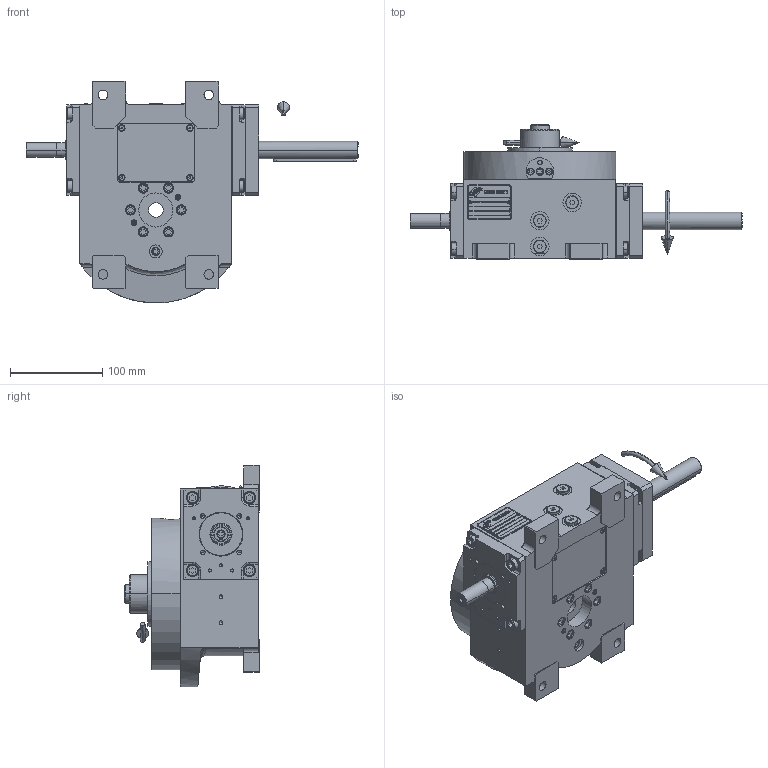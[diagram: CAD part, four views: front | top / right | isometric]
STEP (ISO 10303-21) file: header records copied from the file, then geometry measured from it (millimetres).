
FILE_DESCRIPTION (( 'STEP AP203' ), '1' );
FILE_NAME ('PC5200438.step', '2024-07-05T14:43:24', ( '' ), ( '' ), 'SwSTEP 2.0', 'SolidWorks 2020', '' );
FILE_SCHEMA (( 'CONFIG_CONTROL_DESIGN' ));
Length unit declared in the file: millimetre
Products named in the file (76): cfn2276_01_065; rig04_003_10; AS_cfn2476_01_001_48x38; cfn2104_01_016; cfn2000_01_185; cfn2000_01_129; rig04_002_bl_011; olio_agip_blasia_150; cfn2107_01_001; cfn2070_05_001; AS_rig04_002_bl_011; cfn2003_01_063; rig04_001_a_001; PC5200438; cfn2128_04_011; cfn2155_01_007; cfn2010_01_006; rig04_004_s_002; cfn2128_05_006; rig04_014; cfn2104_01_002; AS_900_38_30_003; cfn2000_01_151; rig04_004_s_001; rig04_005; rig04_004; cfn2476_01_001_48x38; cfn2115_02_213; AS_rig04_015; AS_rig04_071_10_m; cfn2155_01_038; AS_rig04_004; cfn2077_01_018; cfn2010_02_002; cfn2155_01_055; cfn2151_01_092; freccia_angolare_albero; cfn2000_01_147; AS_rig04_004_s_001; cfn2000_01_161 ...
Assembly tree (75 placements, depth 3):
  cfn2276_01_065
  olio_agip_blasia_150
  PC5200438
    rig04_001_a_001
    AS_cfn2476_01_001_48x38
      cfn2476_01_001_48x38
      cfn2107_01_001
      cfn2107_01_001
    AS_rig04_071_10_m
      rig04_005
      rig04_003_10
      cfn2155_01_007
      rig06_021
      cfn2010_02_002
      cfn2000_01_185
      cfn2000_01_185
      cfn2104_02_017
      cfn2000_01_147  x8
      cfn2104_01_016  x2
    AS_rig04_014
      rig04_014
      cfn2000_01_151
      cfn2000_01_151
      cfn2000_01_151
      cfn2000_01_151
      cfn2000_01_151
      cfn2000_01_151
      cfn2155_01_186
      cfn2104_01_002
      cfn2104_01_002
    AS_rig04_004_s_002
      rig04_004_s_002
      cfn2155_01_038
      cfn2070_05_001
      cfn2000_01_129
      cfn2000_01_129  x2
      cfn2000_01_129
    AS_rig04_004
      rig04_004
      cfn2155_01_055
      cfn2070_05_001
      cfn2000_01_129  x2
      cfn2000_01_129
      cfn2000_01_129
    AS_rig04_002_bl_011
      rig04_002_bl_011
      cfn2115_02_068
    AS_rig04_004_s_001
      rig04_004_s_001
      cfn2000_01_129
      cfn2000_01_129
      cfn2000_01_129  x2
    cfn2128_04_011
    cfn2128_04_011
    cfn2128_04_011
    cfn2128_05_006
    AS_rig04_015
      rig04_015
      cfn2003_01_063
      cfn2003_01_063
Bounding box: 360.5 x 146 x 240.94 mm (x, y, z)
Volume: 1488303.1 mm3; surface area: 454726.2 mm2
Topology: 80 solids, 80 shells, 2244 faces, 5428 edges, 3470 vertices
Faces by surface type: plane 1137, cylinder 699, cone 387, torus 14, sphere 6, bspline 1
Entity records: 68648 total; most frequent: CARTESIAN_POINT 12669, DIRECTION 10206, ORIENTED_EDGE 9622, EDGE_CURVE 4811, AXIS2_PLACEMENT_3D 3548, VERTEX_POINT 3129, LINE 3110, VECTOR 3110
